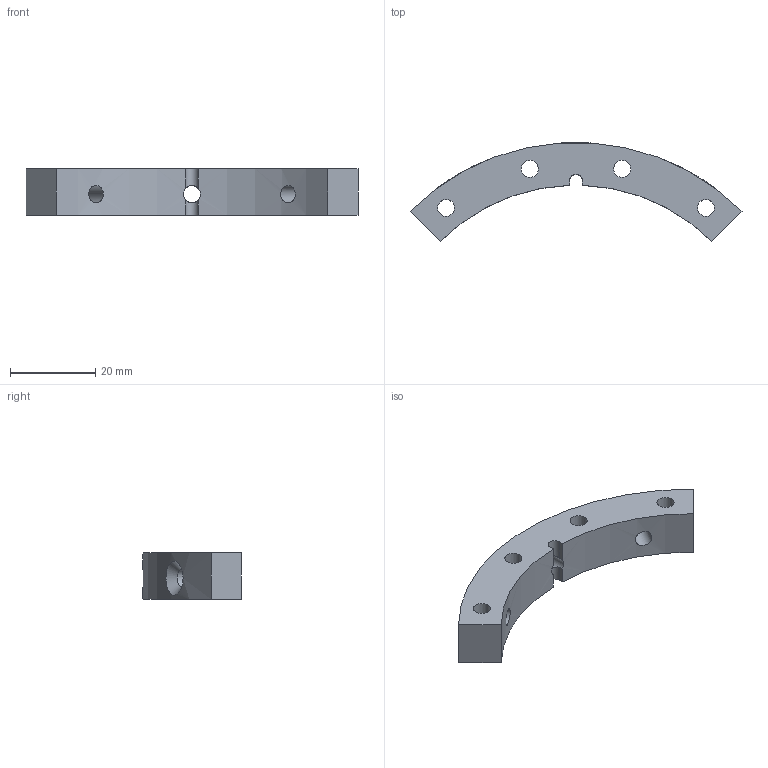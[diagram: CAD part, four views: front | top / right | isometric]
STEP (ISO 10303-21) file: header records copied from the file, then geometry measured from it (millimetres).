
FILE_DESCRIPTION(('FreeCAD Model'),'2;1');
FILE_NAME('APLINOV d''enhaut (8Février2019)ETRIER CHAMFREINE.step','2019-05-25T18:26:29',('Author'),(''), 'Open CASCADE STEP processor 7.2','FreeCAD','Unknown');
FILE_SCHEMA(('AUTOMOTIVE_DESIGN { 1 0 10303 214 1 1 1 1 }'));
Length unit declared in the file: millimetre
Products named in the file (1): Chamfer
Bounding box: 77.78 x 23.18 x 11 mm (x, y, z)
Volume: 7561.7 mm3; surface area: 4245.5 mm2
Topology: 1 solids, 1 shells, 23 faces, 64 edges, 42 vertices
Faces by surface type: cylinder 12, plane 8, bspline 3
Full cylindrical faces by diameter (mm): 4 x7
Entity records: 6544 total; most frequent: CARTESIAN_POINT 5226, DIRECTION 165, ORIENTED_EDGE 128, PCURVE 128, DEFINITIONAL_REPRESENTATION 128, LINE 91, VECTOR 91, B_SPLINE_CURVE_WITH_KNOTS 69
